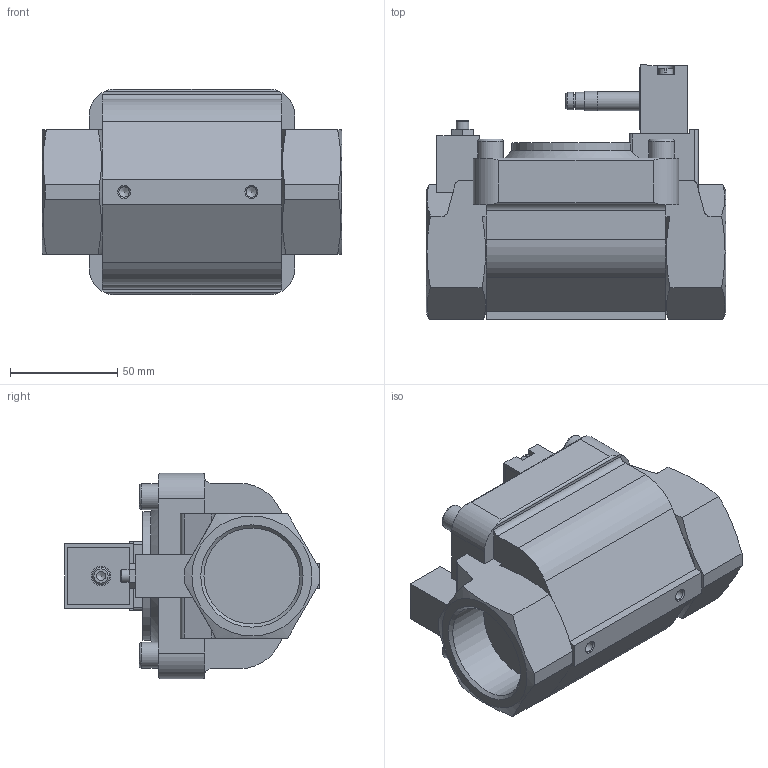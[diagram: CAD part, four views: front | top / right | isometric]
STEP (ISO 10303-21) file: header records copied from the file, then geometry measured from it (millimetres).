
FILE_DESCRIPTION(/* description */ ('STEP AP214'),/* implementation_level */ '2;1');
FILE_NAME(/* name */ '161734_MN1H-2-1_1_2-MS',/* time_stamp */ '2024-09-06T18:20:14+02:00',/* author */ ('License CC BY-ND 4.0'),/* organization */ ('CADENAS'),/* preprocessor_version */ 'ST-DEVELOPER v19.3',/* originating_system */ 'PARTsolutions',/* authorisation */ ' ');
FILE_SCHEMA (('AUTOMOTIVE_DESIGN {1 0 10303 214 3 1 1}'));
Length unit declared in the file: millimetre
Products named in the file (1): 161734 MN1H-2-1 1/2-MS
Bounding box: 140 x 119 x 96 mm (x, y, z)
Volume: 660277 mm3; surface area: 66150.1 mm2
Topology: 1 solids, 1 shells, 227 faces, 590 edges, 390 vertices
Faces by surface type: plane 160, cylinder 47, cone 16, torus 4
Full cylindrical faces by diameter (mm): 3.8 x1, 4.3 x1, 4.917 x2, 6 x2, 8.1 x2, 8.9 x1, 9 x1, 12 x4, 44.845 x2
Entity records: 8384 total; most frequent: CARTESIAN_POINT 1388, ORIENTED_EDGE 1094, DIRECTION 1062, EDGE_CURVE 547, VERTEX_POINT 383, LINE 368, VECTOR 368, AXIS2_PLACEMENT_3D 347
